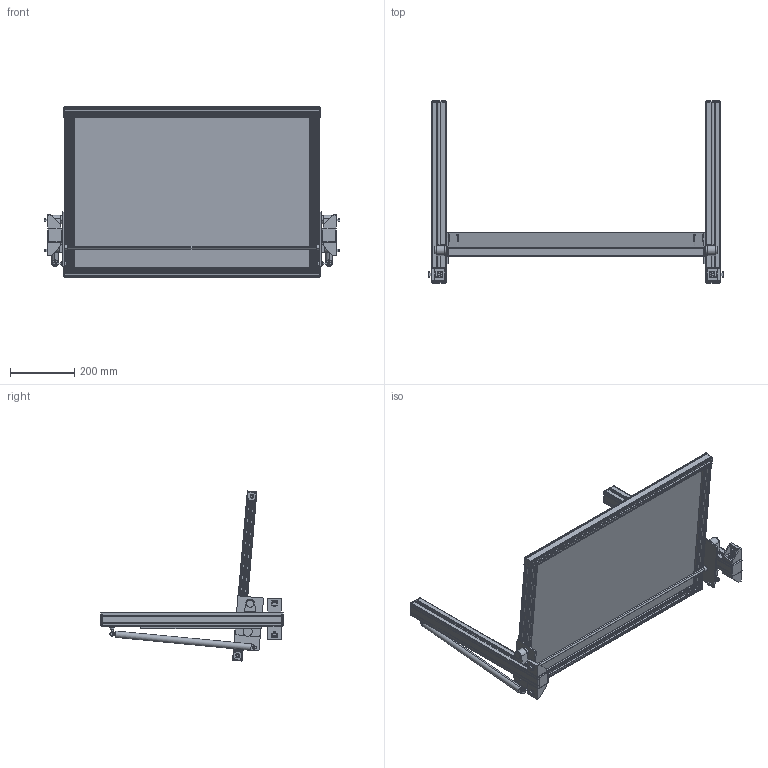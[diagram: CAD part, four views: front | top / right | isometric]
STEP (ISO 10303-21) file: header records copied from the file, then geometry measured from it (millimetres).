
FILE_DESCRIPTION(('STEP AP214'),'1');
FILE_NAME('cctmp_83DBDC5F-7F4D-49F9-B91C-06F4CE561EC0_2023_04_25_08_37_10_0598_14864..stp','2023-04-25T06:37:11',('Bosch Rexroth AG'),('CADClick - www.CADClick.com'),'Spatial InterOp 3D',' ','unknown authorization - (Healing Option Enabled)');
FILE_SCHEMA(('AUTOMOTIVE_DESIGN'));
Length unit declared in the file: millimetre
Products named in the file (1): 2023_04_25_08_37_10_0535
Bounding box: 922.6 x 568 x 530.25 mm (x, y, z)
Volume: 9199665.3 mm3; surface area: 2426448.6 mm2
Topology: 1 solids, 28 shells, 1414 faces, 3783 edges, 2371 vertices
Faces by surface type: plane 988, cylinder 354, sphere 56, cone 16
Entity records: 54963 total; most frequent: CARTESIAN_POINT 8025, ORIENTED_EDGE 7486, DIRECTION 7334, EDGE_CURVE 3743, LINE 2822, VECTOR 2822, VERTEX_POINT 2371, AXIS2_PLACEMENT_3D 2256
